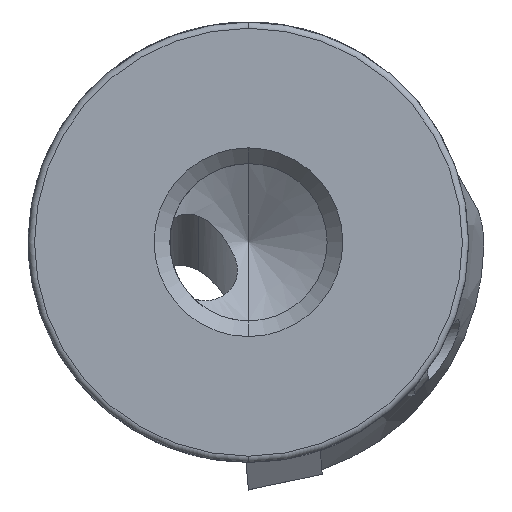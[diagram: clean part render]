
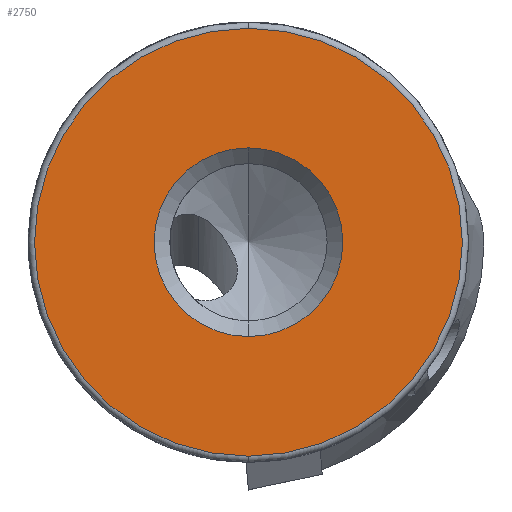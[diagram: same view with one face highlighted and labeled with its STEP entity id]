
A CAD part, left-side view. The second image highlights one B-rep face of the part: STEP entity #2750.
In plain terms, the highlighted planar face has unit normal (-1, 0, 0).
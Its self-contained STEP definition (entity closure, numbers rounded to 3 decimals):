
#206 = EDGE_LOOP ( 'NONE', ( #355, #4276 ) ) ;
#223 = CARTESIAN_POINT ( 'NONE',  ( -23., 0., 14.675 ) ) ;
#295 = AXIS2_PLACEMENT_3D ( 'NONE', #2776, #679, #3122 ) ;
#328 = CIRCLE ( 'NONE', #2193, 3. ) ;
#355 = ORIENTED_EDGE ( 'NONE', *, *, #4179, .F. ) ;
#416 = EDGE_LOOP ( 'NONE', ( #2559, #613 ) ) ;
#613 = ORIENTED_EDGE ( 'NONE', *, *, #4016, .T. ) ;
#666 = CIRCLE ( 'NONE', #295, 3. ) ;
#679 = DIRECTION ( 'NONE',  ( -1., 0., 0. ) ) ;
#745 = FACE_OUTER_BOUND ( 'NONE', #416, .T. ) ;
#893 = CIRCLE ( 'NONE', #2989, 6.8 ) ;
#968 = VERTEX_POINT ( 'NONE', #1596 ) ;
#1075 = CARTESIAN_POINT ( 'NONE',  ( -23., 0., 7.875 ) ) ;
#1308 = VERTEX_POINT ( 'NONE', #2196 ) ;
#1394 = VERTEX_POINT ( 'NONE', #3286 ) ;
#1426 = DIRECTION ( 'NONE',  ( 0., 0., 1. ) ) ;
#1596 = CARTESIAN_POINT ( 'NONE',  ( -23., 0., 10.875 ) ) ;
#1669 = FACE_BOUND ( 'NONE', #206, .T. ) ;
#1686 = CARTESIAN_POINT ( 'NONE',  ( -23., 0., 7.875 ) ) ;
#1726 = DIRECTION ( 'NONE',  ( 1., 0., 0. ) ) ;
#1825 = CIRCLE ( 'NONE', #3677, 6.8 ) ;
#1861 = DIRECTION ( 'NONE',  ( -1., 0., 0. ) ) ;
#2052 = DIRECTION ( 'NONE',  ( 0., 0., -1. ) ) ;
#2073 = CARTESIAN_POINT ( 'NONE',  ( -23., 0., 0.875 ) ) ;
#2193 = AXIS2_PLACEMENT_3D ( 'NONE', #1075, #3515, #1426 ) ;
#2196 = CARTESIAN_POINT ( 'NONE',  ( -23., 0., 1.075 ) ) ;
#2386 = AXIS2_PLACEMENT_3D ( 'NONE', #2073, #1726, #4172 ) ;
#2559 = ORIENTED_EDGE ( 'NONE', *, *, #3959, .T. ) ;
#2750 = ADVANCED_FACE ( 'NONE', ( #745, #1669 ), #3818, .F. ) ;
#2776 = CARTESIAN_POINT ( 'NONE',  ( -23., 0., 7.875 ) ) ;
#2989 = AXIS2_PLACEMENT_3D ( 'NONE', #3955, #1861, #4309 ) ;
#3122 = DIRECTION ( 'NONE',  ( 0., 0., 1. ) ) ;
#3286 = CARTESIAN_POINT ( 'NONE',  ( -23., 0., 4.875 ) ) ;
#3515 = DIRECTION ( 'NONE',  ( -1., 0., 0. ) ) ;
#3677 = AXIS2_PLACEMENT_3D ( 'NONE', #1686, #4128, #2052 ) ;
#3759 = VERTEX_POINT ( 'NONE', #223 ) ;
#3818 = PLANE ( 'NONE',  #2386 ) ;
#3955 = CARTESIAN_POINT ( 'NONE',  ( -23., 0., 7.875 ) ) ;
#3959 = EDGE_CURVE ( 'NONE', #1308, #3759, #893, .T. ) ;
#4016 = EDGE_CURVE ( 'NONE', #3759, #1308, #1825, .T. ) ;
#4091 = EDGE_CURVE ( 'NONE', #1394, #968, #666, .T. ) ;
#4128 = DIRECTION ( 'NONE',  ( -1., 0., 0. ) ) ;
#4172 = DIRECTION ( 'NONE',  ( 0., 0., -1. ) ) ;
#4179 = EDGE_CURVE ( 'NONE', #968, #1394, #328, .T. ) ;
#4276 = ORIENTED_EDGE ( 'NONE', *, *, #4091, .F. ) ;
#4309 = DIRECTION ( 'NONE',  ( 0., 0., -1. ) ) ;
